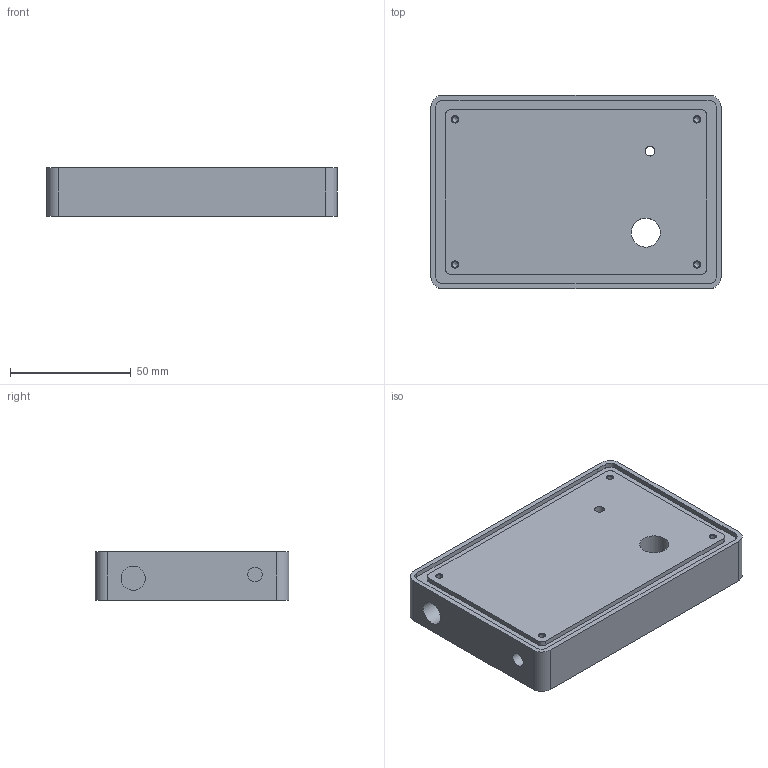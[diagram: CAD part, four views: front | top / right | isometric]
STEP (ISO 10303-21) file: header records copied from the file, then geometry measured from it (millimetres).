
FILE_DESCRIPTION(/* description */ (''),/* implementation_level */ '2;1');
FILE_NAME(/* name */ 'model4.stp',/* time_stamp */ '2017-07-11T19:32:20+02:00',/* author */ (''),/* organization */ (''),/* preprocessor_version */ 'ST-DEVELOPER v16',/* originating_system */ 'SIEMENS PLM Software NX 11.0',/* authorisation */ '');
FILE_SCHEMA (('AUTOMOTIVE_DESIGN { 1 0 10303 214 3 1 1 1 }'));
Length unit declared in the file: millimetre
Products named in the file (1): DS211710A949xqtl
Bounding box: 120 x 80 x 20 mm (x, y, z)
Volume: 158746.3 mm3; surface area: 35078.3 mm2
Topology: 1 solids, 1 shells, 83 faces, 204 edges, 128 vertices
Faces by surface type: plane 37, cylinder 34, cone 8, sphere 4
Full cylindrical faces by diameter (mm): 2.5 x4, 4 x1, 5 x1, 6 x1, 8 x1, 10 x1, 12 x1
Entity records: 2312 total; most frequent: DIRECTION 414, CARTESIAN_POINT 382, ORIENTED_EDGE 348, EDGE_CURVE 174, AXIS2_PLACEMENT_3D 156, VERTEX_POINT 124, EDGE_LOOP 114, LINE 102
